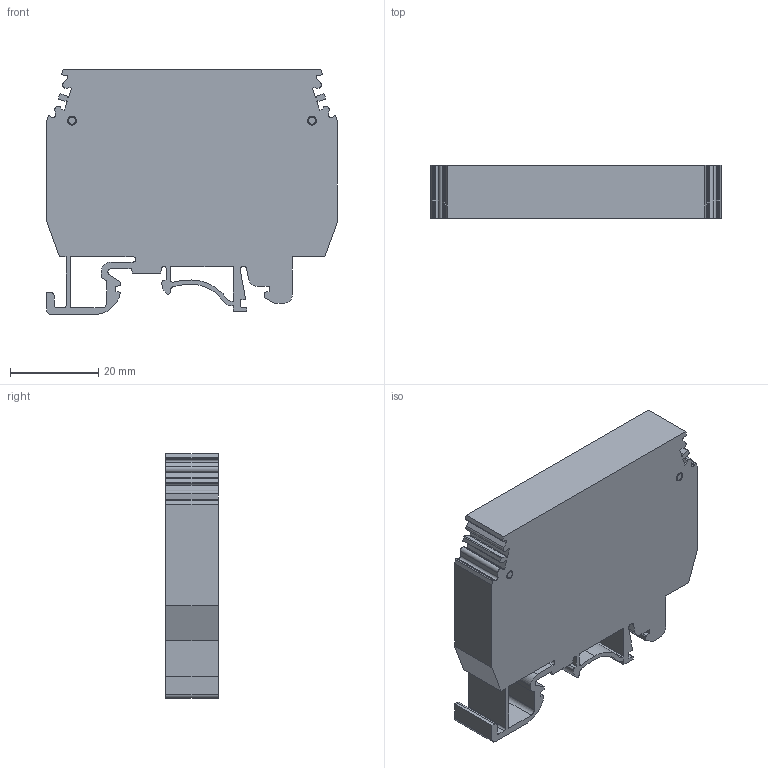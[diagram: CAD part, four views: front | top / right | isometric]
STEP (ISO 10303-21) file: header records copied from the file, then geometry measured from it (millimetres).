
FILE_DESCRIPTION(/* description */ ('Unknown'),/* implementation_level */ '2;1');
FILE_NAME(/* name */ '6KUF10H',/* time_stamp */ '2016-10-10T16:12:47+06:00',/* author */ ('Unknown'),/* organization */ ('Unknown'),/* preprocessor_version */ 'ST-DEVELOPER v16',/* originating_system */ 'DEX',/* authorisation */ $);
FILE_SCHEMA (('AUTOMOTIVE_DESIGN {1 0 10303 214 3 1 1}'));
Length unit declared in the file: millimetre
Products named in the file (1): 6KUF10H
Bounding box: 66 x 12 x 55.6 mm (x, y, z)
Volume: 35660.8 mm3; surface area: 10873.9 mm2
Topology: 1 solids, 1 shells, 155 faces, 451 edges, 300 vertices
Faces by surface type: plane 98, cylinder 55, torus 2
Full cylindrical faces by diameter (mm): 2 x2
Entity records: 5139 total; most frequent: CARTESIAN_POINT 903, ORIENTED_EDGE 894, DIRECTION 871, EDGE_CURVE 447, LINE 335, VECTOR 335, VERTEX_POINT 300, AXIS2_PLACEMENT_3D 268
